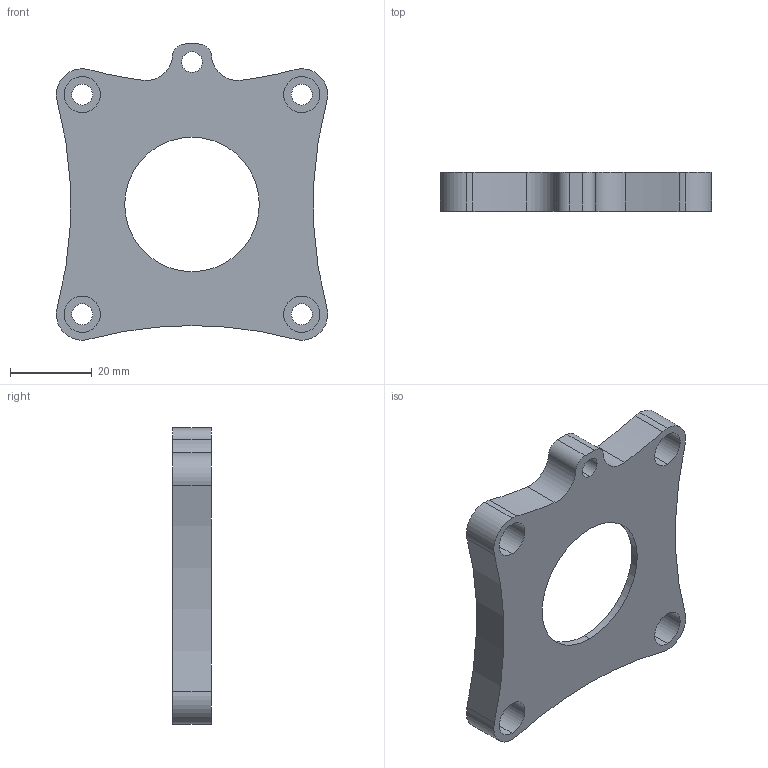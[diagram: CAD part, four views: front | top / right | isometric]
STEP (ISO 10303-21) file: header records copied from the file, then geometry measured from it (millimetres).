
FILE_DESCRIPTION (( 'STEP AP203' ), '1' );
FILE_NAME ('am-3016a Bearing Plate.STEP', '2018-10-11T14:46:40', ( '' ), ( '' ), 'SwSTEP 2.0', 'SolidWorks 2018', '' );
FILE_SCHEMA (( 'CONFIG_CONTROL_DESIGN' ));
Length unit declared in the file: inch
Products named in the file (1): am-3016a Bearing Plate
Bounding box: 66.55 x 9.53 x 72.64 mm (x, y, z)
Volume: 16548.5 mm3; surface area: 11220 mm2
Topology: 1 solids, 1 shells, 49 faces, 123 edges, 82 vertices
Faces by surface type: cylinder 40, plane 9
Entity records: 1620 total; most frequent: DIRECTION 303, CARTESIAN_POINT 255, ORIENTED_EDGE 246, AXIS2_PLACEMENT_3D 130, EDGE_CURVE 123, VERTEX_POINT 82, CIRCLE 80, EDGE_LOOP 67
